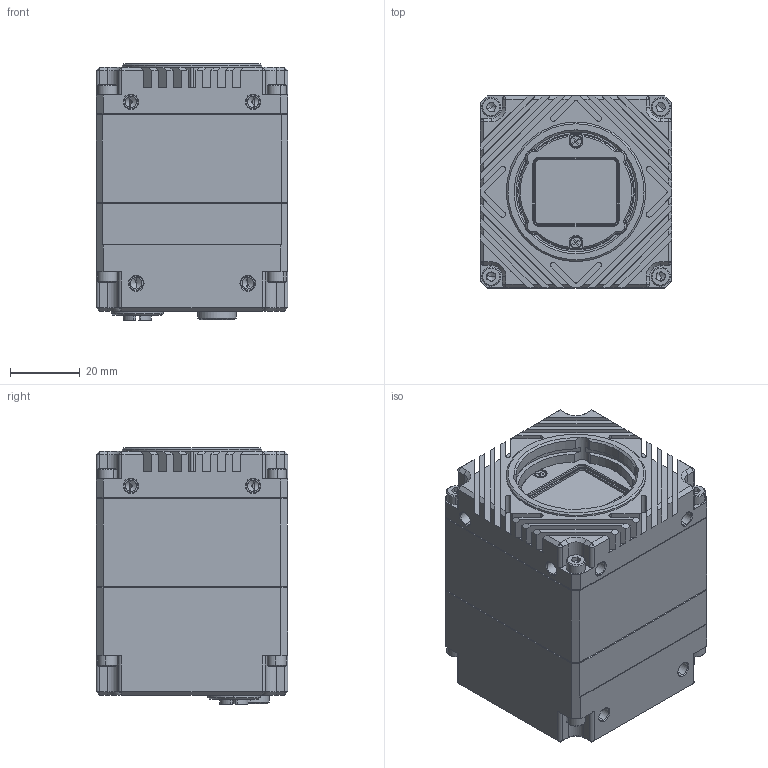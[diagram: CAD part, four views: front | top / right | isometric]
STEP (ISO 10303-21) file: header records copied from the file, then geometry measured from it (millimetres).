
FILE_DESCRIPTION (( 'STEP AP203' ), '1' );
FILE_NAME ('134-475-A.STEP', '2019-02-27T00:30:37', ( '' ), ( '' ), 'SwSTEP 2.0', 'SolidWorks 2017', '' );
FILE_SCHEMA (( 'CONFIG_CONTROL_DESIGN' ));
Products named in the file (1): 134-475-A
Bounding box: 55 x 55 x 73.65 mm (x, y, z)
Volume: 196602.1 mm3; surface area: 32688.7 mm2
Topology: 7 solids, 7 shells, 1452 faces, 3724 edges, 2327 vertices
Faces by surface type: plane 739, cylinder 411, cone 186, bspline 76, torus 40
Entity records: 45907 total; most frequent: CARTESIAN_POINT 10675, DIRECTION 7435, ORIENTED_EDGE 7368, EDGE_CURVE 3684, AXIS2_PLACEMENT_3D 2607, VERTEX_POINT 2327, VECTOR 2221, LINE 2221
